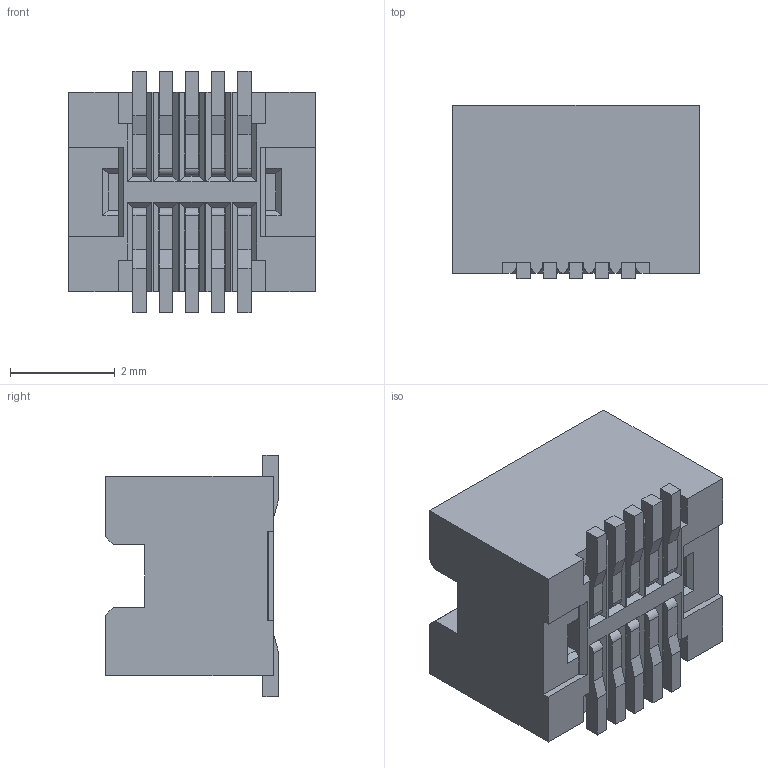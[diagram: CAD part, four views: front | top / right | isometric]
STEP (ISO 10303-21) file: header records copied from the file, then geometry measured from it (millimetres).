
FILE_DESCRIPTION((''),'2;1');
FILE_NAME('50-40H-10PIN-F-H_ASM','2015-10-26T',('HuangEr'),('FCI'),'PRO/ENGINEER BY PARAMETRIC TECHNOLOGY CORPORATION, 2013150','PRO/ENGINEER BY PARAMETRIC TECHNOLOGY CORPORATION, 2013150','');
FILE_SCHEMA(('AUTOMOTIVE_DESIGN { 1 0 10303 214 1 1 1 1 }'));
Length unit declared in the file: millimetre
Products named in the file (3): 40H-10PIN-F-H; 40H-F-TERMINAL; 50-40H-10PIN-F-H_ASM
Assembly tree (6 placements, depth 2):
  50-40H-10PIN-F-H_ASM
    40H-10PIN-F-H
    40H-F-TERMINAL  x5
Bounding box: 4.7 x 3.3 x 4.6 mm (x, y, z)
Volume: 42.4 mm3; surface area: 204.5 mm2
Topology: 11 solids, 11 shells, 684 faces, 2010 edges, 1318 vertices
Faces by surface type: plane 554, cylinder 130
Entity records: 12239 total; most frequent: CARTESIAN_POINT 2030, ORIENTED_EDGE 2004, DIRECTION 1716, EDGE_CURVE 1002, VECTOR 946, LINE 946, VERTEX_POINT 654, AXIS2_PLACEMENT_3D 385
